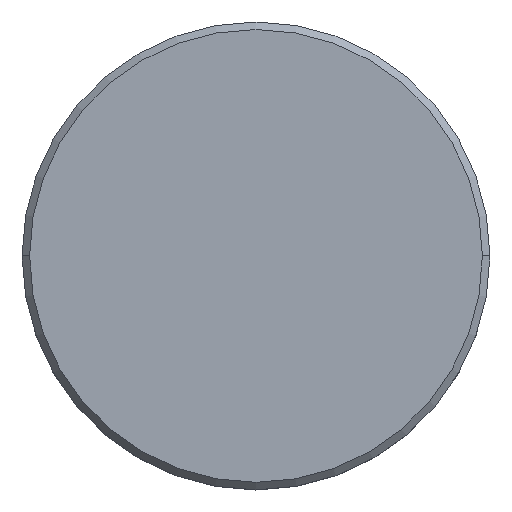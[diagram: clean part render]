
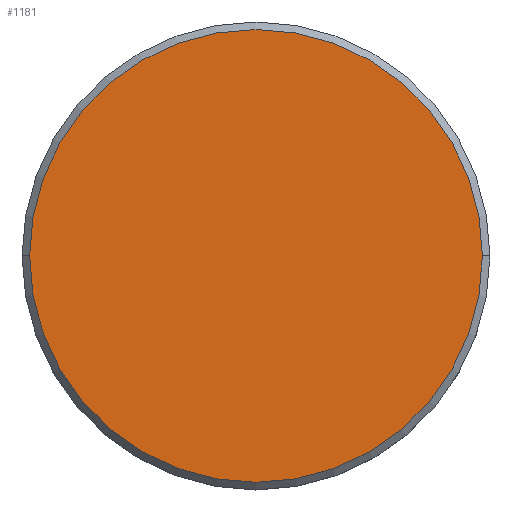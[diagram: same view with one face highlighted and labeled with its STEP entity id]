
A CAD part, top view. The second image highlights one B-rep face of the part: STEP entity #1181.
In plain terms, the highlighted planar face has unit normal (0, 0, 1).
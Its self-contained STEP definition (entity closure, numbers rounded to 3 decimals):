
#116 = EDGE_CURVE ( 'NONE', #1139, #893, #138, .T. ) ;
#130 = CARTESIAN_POINT ( 'NONE',  ( 0., 0., 0. ) ) ;
#135 = DIRECTION ( 'NONE',  ( 0., 0., 1. ) ) ;
#138 = CIRCLE ( 'NONE', #847, 15. ) ;
#156 = EDGE_CURVE ( 'NONE', #893, #1139, #752, .T. ) ;
#224 = DIRECTION ( 'NONE',  ( 0., 0., 1. ) ) ;
#241 = DIRECTION ( 'NONE',  ( 1., 0., 0. ) ) ;
#282 = CARTESIAN_POINT ( 'NONE',  ( -15., 0., 0. ) ) ;
#325 = ORIENTED_EDGE ( 'NONE', *, *, #156, .T. ) ;
#441 = DIRECTION ( 'NONE',  ( 0., 0., 1. ) ) ;
#450 = ORIENTED_EDGE ( 'NONE', *, *, #116, .T. ) ;
#562 = FACE_OUTER_BOUND ( 'NONE', #836, .T. ) ;
#677 = CARTESIAN_POINT ( 'NONE',  ( 15., 0., 0. ) ) ;
#752 = CIRCLE ( 'NONE', #1125, 15. ) ;
#836 = EDGE_LOOP ( 'NONE', ( #450, #325 ) ) ;
#847 = AXIS2_PLACEMENT_3D ( 'NONE', #130, #135, #241 ) ;
#871 = CARTESIAN_POINT ( 'NONE',  ( 0., 0., 0. ) ) ;
#893 = VERTEX_POINT ( 'NONE', #677 ) ;
#923 = PLANE ( 'NONE',  #1149 ) ;
#999 = CARTESIAN_POINT ( 'NONE',  ( 0., 0., 0. ) ) ;
#1122 = DIRECTION ( 'NONE',  ( 1., 0., 0. ) ) ;
#1125 = AXIS2_PLACEMENT_3D ( 'NONE', #871, #224, #1122 ) ;
#1139 = VERTEX_POINT ( 'NONE', #282 ) ;
#1149 = AXIS2_PLACEMENT_3D ( 'NONE', #999, #441, #1157 ) ;
#1157 = DIRECTION ( 'NONE',  ( 1., 0., 0. ) ) ;
#1181 = ADVANCED_FACE ( 'NONE', ( #562 ), #923, .T. ) ;
